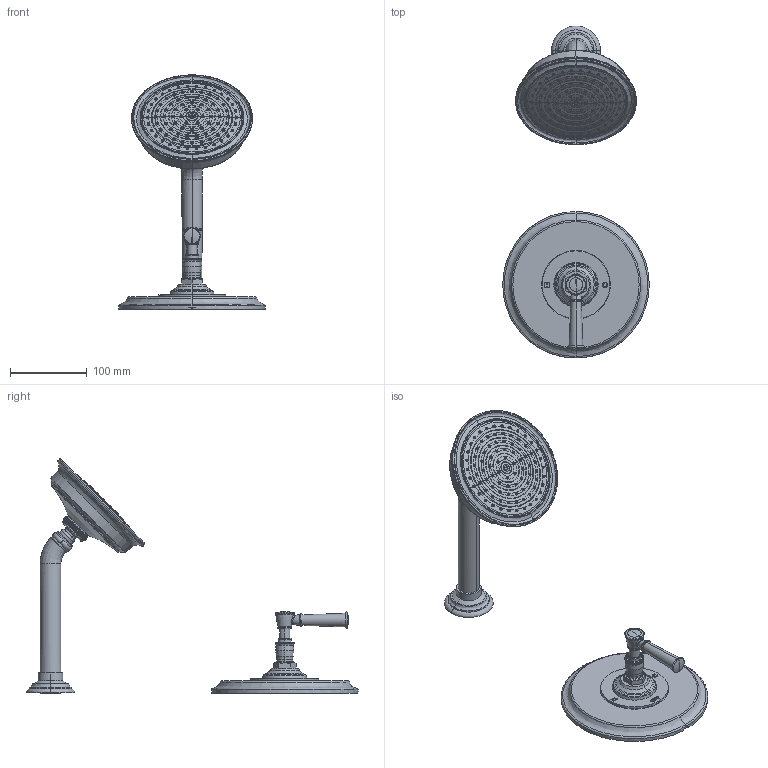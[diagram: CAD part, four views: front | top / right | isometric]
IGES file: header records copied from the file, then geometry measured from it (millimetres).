
Start section:  PTC IGES file: 3-2914bp_.igs
Global section: file name: 3-2914bp_.igs; native system: Creo Parametric by PTC Inc.; preprocessor: 2018400; author: rsmith; organization: Unknown; date: 20210826.160138; units: inch
Bounding box: 190.5 x 431.8 x 304.73 mm (x, y, z)
Surface area: 177836.2 mm2 (no closed solid volume)
Topology: 0 solids, 0 shells, 1942 faces, 9352 edges, 9346 vertices
Faces by surface type: revolution 1080, bspline 767, extrusion 95
